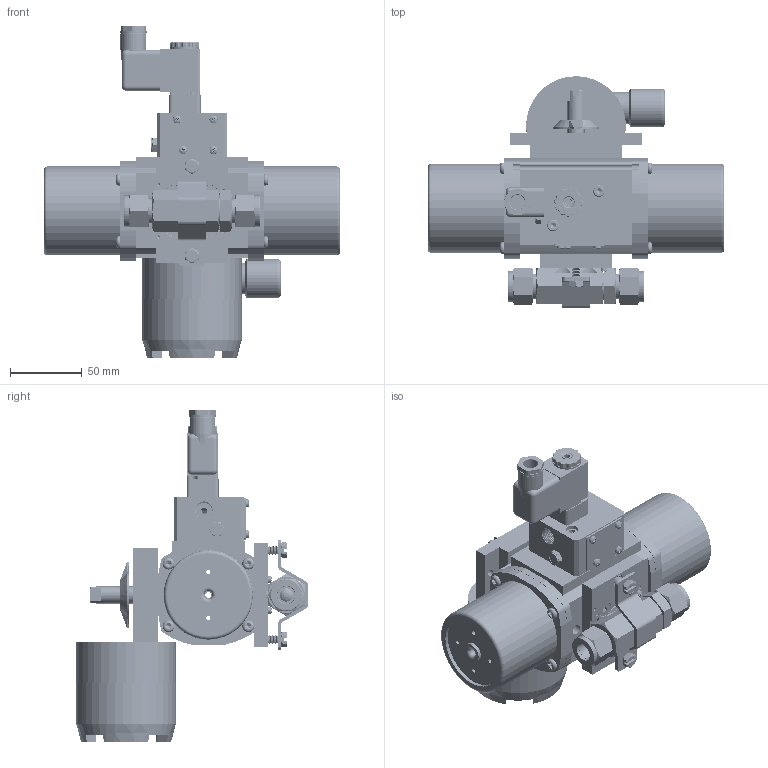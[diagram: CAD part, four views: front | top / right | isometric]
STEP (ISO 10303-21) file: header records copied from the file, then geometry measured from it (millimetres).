
FILE_DESCRIPTION (( 'STEP AP203' ), '1' );
FILE_NAME ('8204XXC8A512SR3GPDSLS.step', '2018-04-20T12:15:25', ( '' ), ( '' ), 'SwSTEP 2.0', 'SolidWorks 2017', '' );
FILE_SCHEMA (( 'CONFIG_CONTROL_DESIGN' ));
Length unit declared in the file: inch
Products named in the file (1): 8204XXC8A512SR3GPDSLS
Bounding box: 206.38 x 161.26 x 231.11 mm (x, y, z)
Volume: 768948.3 mm3; surface area: 326899.6 mm2
Topology: 72 solids, 72 shells, 5609 faces, 14644 edges, 9191 vertices
Faces by surface type: cylinder 2771, cone 1550, plane 915, torus 190, bspline 165, sphere 18
Entity records: 222909 total; most frequent: CARTESIAN_POINT 90322, ORIENTED_EDGE 28960, DIRECTION 27820, EDGE_CURVE 14480, AXIS2_PLACEMENT_3D 11173, VERTEX_POINT 9187, EDGE_LOOP 6039, CIRCLE 5728
